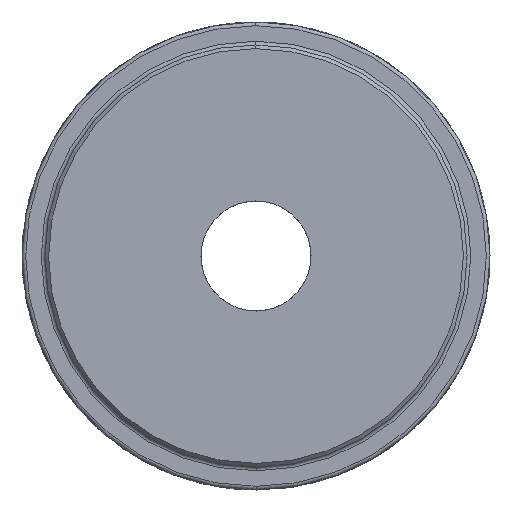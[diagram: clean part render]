
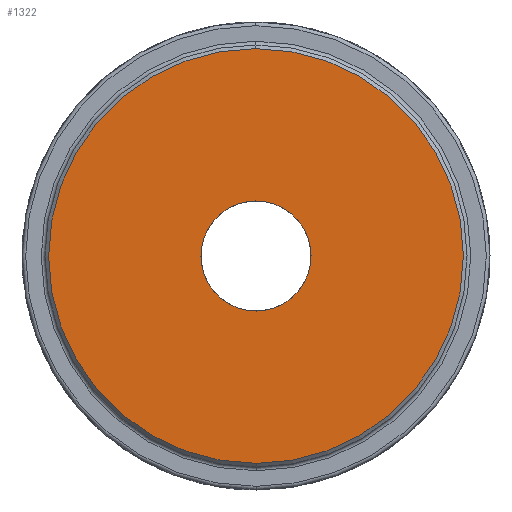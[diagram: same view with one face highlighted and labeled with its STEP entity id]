
A CAD part, left-side view. The second image highlights one B-rep face of the part: STEP entity #1322.
In plain terms, the highlighted face is planar.
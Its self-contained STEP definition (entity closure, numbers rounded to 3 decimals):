
#508=CARTESIAN_POINT('',(0.,0.,0.));
#509=DIRECTION('',(0.,0.,1.));
#510=DIRECTION('',(-1.,0.,0.));
#511=AXIS2_PLACEMENT_3D('',#508,#509,#510);
#517=CARTESIAN_POINT('',(0.,0.,0.));
#518=DIRECTION('',(0.,0.,1.));
#519=DIRECTION('',(1.,0.,0.));
#520=AXIS2_PLACEMENT_3D('',#517,#518,#519);
#531=CARTESIAN_POINT('',(0.,0.,0.));
#532=DIRECTION('',(0.,0.,1.));
#533=DIRECTION('',(-1.,0.,0.));
#534=AXIS2_PLACEMENT_3D('',#531,#532,#533);
#536=CARTESIAN_POINT('',(0.,0.,0.));
#537=DIRECTION('',(0.,0.,1.));
#538=DIRECTION('',(1.,0.,0.));
#539=AXIS2_PLACEMENT_3D('',#536,#537,#538);
#595=CARTESIAN_POINT('',(113.,0.,0.));
#596=CARTESIAN_POINT('',(-113.,0.,0.));
#597=VERTEX_POINT('',#595);
#598=VERTEX_POINT('',#596);
#625=CARTESIAN_POINT('',(30.,0.,0.));
#626=CARTESIAN_POINT('',(-30.,0.,0.));
#627=VERTEX_POINT('',#625);
#628=VERTEX_POINT('',#626);
#1307=CARTESIAN_POINT('',(0.,0.,0.));
#1308=DIRECTION('',(0.,0.,1.));
#1309=DIRECTION('',(1.,0.,0.));
#1310=AXIS2_PLACEMENT_3D('',#1307,#1308,#1309);
#1311=PLANE('',#1310);
#1313=ORIENTED_EDGE('',*,*,#1312,.T.);
#1315=ORIENTED_EDGE('',*,*,#1314,.T.);
#1316=EDGE_LOOP('',(#1313,#1315));
#1317=FACE_OUTER_BOUND('',#1316,.F.);
#1318=ORIENTED_EDGE('',*,*,#1300,.F.);
#1319=ORIENTED_EDGE('',*,*,#1287,.F.);
#1320=EDGE_LOOP('',(#1318,#1319));
#1321=FACE_BOUND('',#1320,.F.);
#1322=ADVANCED_FACE('',(#1317,#1321),#1311,.F.);
#512=CIRCLE('',#511,30.);
#521=CIRCLE('',#520,30.);
#535=CIRCLE('',#534,113.);
#540=CIRCLE('',#539,113.);
#1287=EDGE_CURVE('',#628,#627,#512,.T.);
#1300=EDGE_CURVE('',#627,#628,#521,.T.);
#1312=EDGE_CURVE('',#598,#597,#535,.T.);
#1314=EDGE_CURVE('',#597,#598,#540,.T.);
